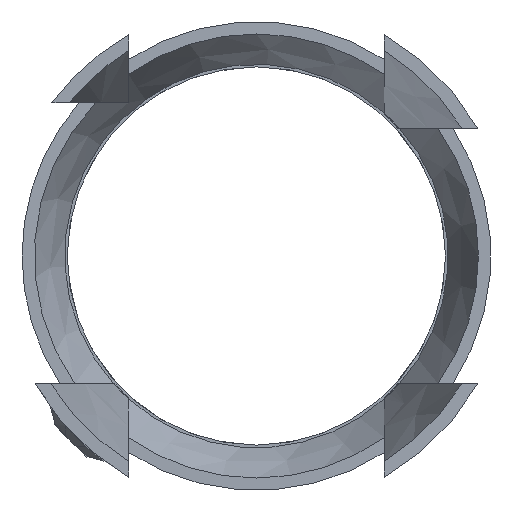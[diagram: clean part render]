
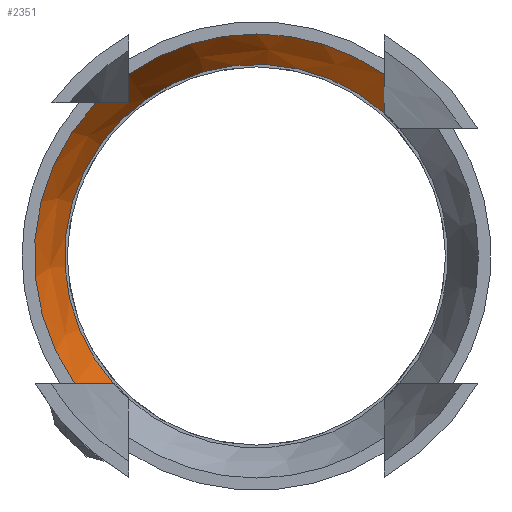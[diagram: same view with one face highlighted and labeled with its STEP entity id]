
A CAD part, front view. The second image highlights one B-rep face of the part: STEP entity #2351.
In plain terms, the highlighted conical face has half-angle 23 degrees and reference radius 37.5 mm.
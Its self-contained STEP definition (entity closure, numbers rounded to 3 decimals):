
#136=(
BOUNDED_CURVE()
B_SPLINE_CURVE(2,(#4134,#4135,#4136),.UNSPECIFIED.,.F.,.F.)
B_SPLINE_CURVE_WITH_KNOTS((3,3),(7.447,9.441),
 .UNSPECIFIED.)
CURVE()
GEOMETRIC_REPRESENTATION_ITEM()
RATIONAL_B_SPLINE_CURVE((1.923,2.022,2.106))
REPRESENTATION_ITEM('')
);
#139=(
BOUNDED_CURVE()
B_SPLINE_CURVE(2,(#4159,#4160,#4161),.UNSPECIFIED.,.F.,.F.)
B_SPLINE_CURVE_WITH_KNOTS((3,3),(34.843,36.251),
 .UNSPECIFIED.)
CURVE()
GEOMETRIC_REPRESENTATION_ITEM()
RATIONAL_B_SPLINE_CURVE((2.055,1.993,1.923))
REPRESENTATION_ITEM('')
);
#140=(
BOUNDED_CURVE()
B_SPLINE_CURVE(2,(#4183,#4184,#4185,#4186),.UNSPECIFIED.,.F.,.F.)
B_SPLINE_CURVE_WITH_KNOTS((3,1,3),(6214.345,6419.223,6929.63),
 .UNSPECIFIED.)
CURVE()
GEOMETRIC_REPRESENTATION_ITEM()
RATIONAL_B_SPLINE_CURVE((578.887,584.598,603.661,
615.702))
REPRESENTATION_ITEM('')
);
#152=(
BOUNDED_CURVE()
B_SPLINE_CURVE(2,(#4274,#4275,#4276),.UNSPECIFIED.,.F.,.F.)
B_SPLINE_CURVE_WITH_KNOTS((3,3),(34.256,36.251),
 .UNSPECIFIED.)
CURVE()
GEOMETRIC_REPRESENTATION_ITEM()
RATIONAL_B_SPLINE_CURVE((2.106,2.022,1.923))
REPRESENTATION_ITEM('')
);
#196=CIRCLE('',#2513,43.443);
#201=CIRCLE('',#2525,43.443);
#214=CIRCLE('',#2549,37.5);
#247=CONICAL_SURFACE('',#2548,37.5,0.401);
#312=FACE_OUTER_BOUND('',#445,.T.);
#445=EDGE_LOOP('',(#1831,#1832,#1833,#1834,#1835,#1836,#1837));
#912=VERTEX_POINT('',#3553);
#923=VERTEX_POINT('',#3598);
#1002=VERTEX_POINT('',#4132);
#1005=VERTEX_POINT('',#4145);
#1009=VERTEX_POINT('',#4157);
#1015=VERTEX_POINT('',#4181);
#1017=VERTEX_POINT('',#4194);
#1284=EDGE_CURVE('',#1002,#912,#136,.T.);
#1289=EDGE_CURVE('',#1002,#1005,#196,.T.);
#1294=EDGE_CURVE('',#1009,#1005,#139,.T.);
#1305=EDGE_CURVE('',#1009,#1015,#140,.F.);
#1309=EDGE_CURVE('',#1015,#1017,#201,.T.);
#1341=EDGE_CURVE('',#923,#1017,#152,.T.);
#1342=EDGE_CURVE('',#923,#912,#214,.T.);
#1831=ORIENTED_EDGE('',*,*,#1341,.F.);
#1832=ORIENTED_EDGE('',*,*,#1342,.T.);
#1833=ORIENTED_EDGE('',*,*,#1284,.F.);
#1834=ORIENTED_EDGE('',*,*,#1289,.T.);
#1835=ORIENTED_EDGE('',*,*,#1294,.F.);
#1836=ORIENTED_EDGE('',*,*,#1305,.T.);
#1837=ORIENTED_EDGE('',*,*,#1309,.T.);
#2351=ADVANCED_FACE('',(#312),#247,.F.);
#2513=AXIS2_PLACEMENT_3D('',#4147,#2882,#2883);
#2525=AXIS2_PLACEMENT_3D('',#4196,#2917,#2918);
#2548=AXIS2_PLACEMENT_3D('',#4273,#2972,#2973);
#2549=AXIS2_PLACEMENT_3D('',#4277,#2974,#2975);
#2882=DIRECTION('center_axis',(0.,-1.,0.));
#2883=DIRECTION('ref_axis',(1.,0.,0.));
#2917=DIRECTION('center_axis',(0.,-1.,0.));
#2918=DIRECTION('ref_axis',(1.,0.,0.));
#2972=DIRECTION('center_axis',(0.,-1.,0.));
#2973=DIRECTION('ref_axis',(-0.707,0.,0.707));
#2974=DIRECTION('center_axis',(0.,1.,0.));
#2975=DIRECTION('ref_axis',(1.,0.,0.));
#3553=CARTESIAN_POINT('',(25.,-0.5,27.951));
#3598=CARTESIAN_POINT('',(-27.951,-0.5,-25.));
#4132=CARTESIAN_POINT('',(25.,-14.5,35.528));
#4134=CARTESIAN_POINT('Ctrl Pts',(25.,-14.5,35.528));
#4135=CARTESIAN_POINT('Ctrl Pts',(25.,-6.664,31.461));
#4136=CARTESIAN_POINT('Ctrl Pts',(25.,-0.5,27.951));
#4145=CARTESIAN_POINT('',(-25.,-14.5,35.528));
#4147=CARTESIAN_POINT('Origin',(0.,-14.5,0.));
#4157=CARTESIAN_POINT('',(-25.,-4.155,30.));
#4159=CARTESIAN_POINT('Ctrl Pts',(-25.,-4.155,30.));
#4160=CARTESIAN_POINT('Ctrl Pts',(-25.,-8.891,32.617));
#4161=CARTESIAN_POINT('Ctrl Pts',(-25.,-14.5,35.528));
#4181=CARTESIAN_POINT('',(-31.421,-14.5,30.));
#4183=CARTESIAN_POINT('Ctrl Pts',(-31.421,-14.5,30.));
#4184=CARTESIAN_POINT('Ctrl Pts',(-30.429,-12.81,30.));
#4185=CARTESIAN_POINT('Ctrl Pts',(-27.152,-7.399,30.));
#4186=CARTESIAN_POINT('Ctrl Pts',(-25.,-4.155,30.));
#4194=CARTESIAN_POINT('',(-35.528,-14.5,-25.));
#4196=CARTESIAN_POINT('Origin',(0.,-14.5,0.));
#4273=CARTESIAN_POINT('Origin',(0.,-0.5,0.));
#4274=CARTESIAN_POINT('Ctrl Pts',(-27.951,-0.5,
-25.));
#4275=CARTESIAN_POINT('Ctrl Pts',(-31.461,-6.664,-25.));
#4276=CARTESIAN_POINT('Ctrl Pts',(-35.528,-14.5,-25.));
#4277=CARTESIAN_POINT('Origin',(0.,-0.5,0.));
